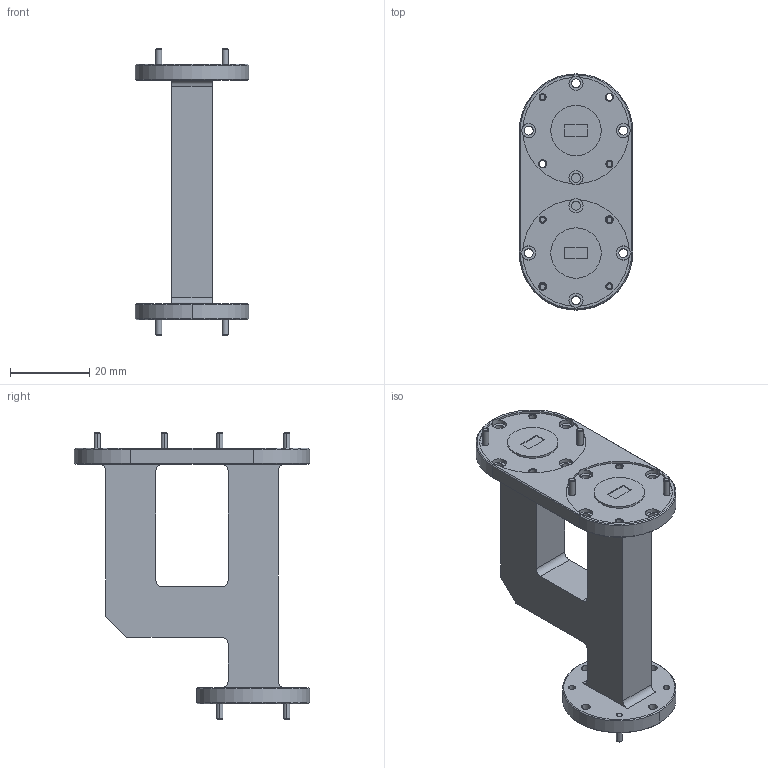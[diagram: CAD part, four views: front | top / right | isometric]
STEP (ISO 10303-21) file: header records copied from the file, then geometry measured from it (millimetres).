
FILE_DESCRIPTION (( 'STEP AP203' ), '1' );
FILE_NAME ('WY-IQ-A.STEP', '2025-08-01T23:31:02', ( '' ), ( '' ), 'SwSTEP 2.0', 'SolidWorks 2021', '' );
FILE_SCHEMA (( 'CONFIG_CONTROL_DESIGN' ));
Length unit declared in the file: millimetre
Products named in the file (1): WY-IQ-A
Bounding box: 28.57 x 59.44 x 72.17 mm (x, y, z)
Volume: 22750.2 mm3; surface area: 13430.7 mm2
Topology: 39 solids, 39 shells, 1132 faces, 2272 edges, 1324 vertices
Faces by surface type: plane 417, cone 408, cylinder 307
Entity records: 29927 total; most frequent: CARTESIAN_POINT 5977, DIRECTION 5360, ORIENTED_EDGE 4544, EDGE_CURVE 2272, AXIS2_PLACEMENT_3D 2179, VERTEX_POINT 1324, EDGE_LOOP 1288, ADVANCED_FACE 1132
